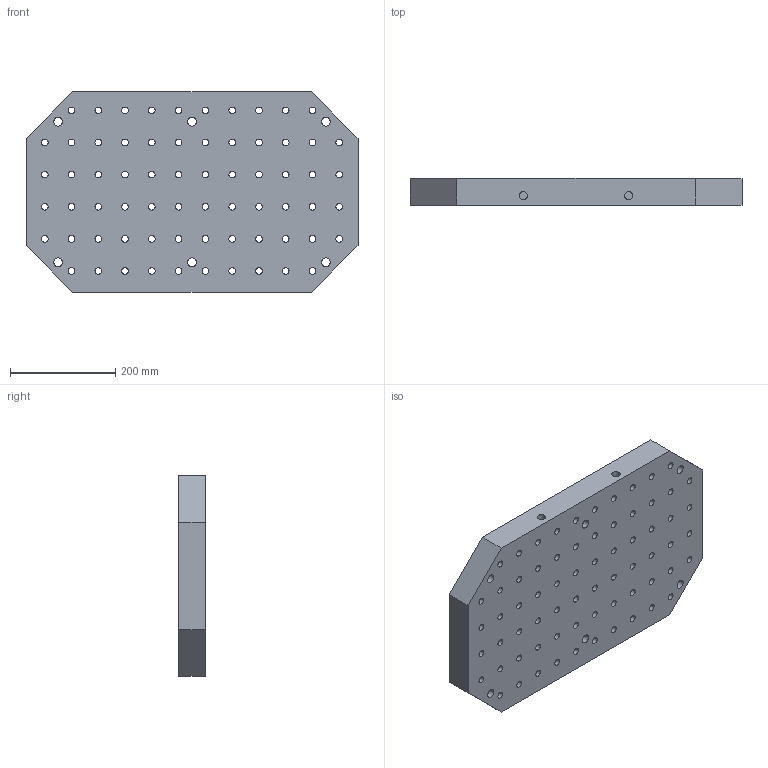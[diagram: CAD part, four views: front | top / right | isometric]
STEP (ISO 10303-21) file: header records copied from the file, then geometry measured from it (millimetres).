
FILE_DESCRIPTION(('produced by SPATIAL CORP'),'2;1');
FILE_NAME( 'base.prt.hh.sat.stp', '2002-04-19T14:07:43+00:00',('SPATIAL CORP'),('SPATIAL CORP'), 'ACIS STEP Husk','http://www.spatial.com','SPATIAL CORP');
FILE_SCHEMA(('CONFIG_CONTROL_DESIGN'));
Length unit declared in the file: millimetre
Products named in the file (1): PRODUCT_ID_1
Bounding box: 630 x 50.8 x 381 mm (x, y, z)
Volume: 10838513.1 mm3; surface area: 683651 mm2
Topology: 1 solids, 1 shells, 401 faces, 954 edges, 632 vertices
Faces by surface type: cylinder 302, plane 87, cone 12
Entity records: 12309 total; most frequent: DIRECTION 2372, CARTESIAN_POINT 1987, ORIENTED_EDGE 1908, AXIS2_PLACEMENT_3D 1017, EDGE_CURVE 954, VERTEX_POINT 632, EDGE_LOOP 626, FACE_BOUND 626
